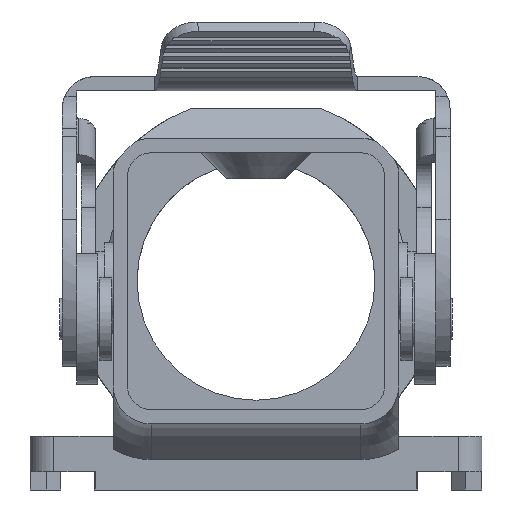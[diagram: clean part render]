
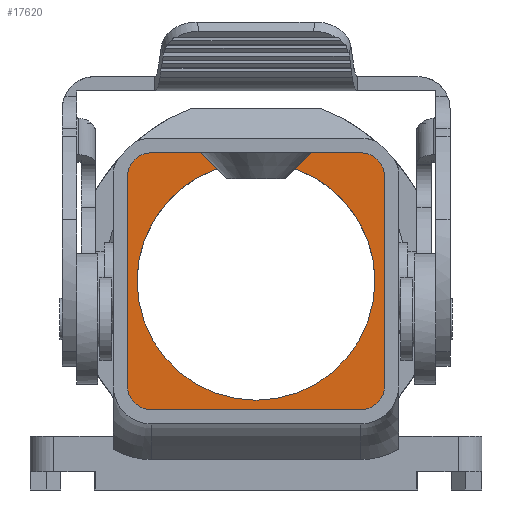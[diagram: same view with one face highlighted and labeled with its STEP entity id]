
A CAD part, front view. The second image highlights one B-rep face of the part: STEP entity #17620.
In plain terms, the highlighted face is planar.
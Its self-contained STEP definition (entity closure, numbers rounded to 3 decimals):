
#11380=CARTESIAN_POINT('',(0.,94.332,0.));
#11390=DIRECTION('',(0.707,-0.707,0.));
#11400=VECTOR('',#11390,1.);
#11410=LINE('',#11380,#11400);
#11420=CARTESIAN_POINT('',(28.25,66.082,0.));
#11430=VERTEX_POINT('',#11420);
#11440=CARTESIAN_POINT('',(29.609,64.723,0.));
#11450=VERTEX_POINT('',#11440);
#11460=EDGE_CURVE('',#11430,#11450,#11410,.T.);
#16270=CARTESIAN_POINT('',(32.9,55.28,0.));
#16280=DIRECTION('',(0.,0.,-1.));
#16290=DIRECTION('',(-1.,0.,0.));
#16300=AXIS2_PLACEMENT_3D('',#16270,#16280,#16290);
#16310=CIRCLE('',#16300,10.);
#16320=CARTESIAN_POINT('',(36.191,64.723,0.));
#16330=VERTEX_POINT('',#16320);
#16340=CARTESIAN_POINT('',(42.9,55.28,0.));
#16350=VERTEX_POINT('',#16340);
#16360=EDGE_CURVE('',#16330,#16350,#16310,.T.);
#16490=CARTESIAN_POINT('',(22.9,55.28,0.));
#16500=VERTEX_POINT('',#16490);
#16530=EDGE_CURVE('',#16500,#11450,#16310,.T.);
#16720=CARTESIAN_POINT('',(30.553,56.861,0.));
#16730=DIRECTION('',(0.,0.,-1.));
#16740=DIRECTION('',(-1.,0.,0.));
#16750=AXIS2_PLACEMENT_3D('',#16720,#16730,#16740);
#16760=PLANE('',#16750);
#16770=EDGE_CURVE('',#16350,#16500,#16310,.T.);
#16780=ORIENTED_EDGE('',*,*,#16770,.T.);
#16790=ORIENTED_EDGE('',*,*,#16360,.T.);
#16800=CARTESIAN_POINT('',(-28.528,0.004,0.));
#16810=DIRECTION('',(0.707,0.707,0.));
#16820=VECTOR('',#16810,1.);
#16830=LINE('',#16800,#16820);
#16840=CARTESIAN_POINT('',(37.55,66.082,0.));
#16850=VERTEX_POINT('',#16840);
#16860=EDGE_CURVE('',#16330,#16850,#16830,.T.);
#16870=ORIENTED_EDGE('',*,*,#16860,.F.);
#16880=CARTESIAN_POINT('',(0.,66.082,0.));
#16890=DIRECTION('',(-1.,0.,0.));
#16900=VECTOR('',#16890,1.);
#16910=LINE('',#16880,#16900);
#16920=CARTESIAN_POINT('',(41.7,66.082,0.));
#16930=VERTEX_POINT('',#16920);
#16940=EDGE_CURVE('',#16930,#16850,#16910,.T.);
#16950=ORIENTED_EDGE('',*,*,#16940,.T.);
#16960=CARTESIAN_POINT('',(41.7,64.082,0.));
#16970=DIRECTION('',(0.,0.,-1.));
#16980=DIRECTION('',(-1.,0.,0.));
#16990=AXIS2_PLACEMENT_3D('',#16960,#16970,#16980);
#17000=CIRCLE('',#16990,2.);
#17010=CARTESIAN_POINT('',(43.7,64.082,0.));
#17020=VERTEX_POINT('',#17010);
#17030=EDGE_CURVE('',#16930,#17020,#17000,.T.);
#17040=ORIENTED_EDGE('',*,*,#17030,.F.);
#17050=CARTESIAN_POINT('',(43.7,0.,0.));
#17060=DIRECTION('',(0.,1.,0.));
#17070=VECTOR('',#17060,1.);
#17080=LINE('',#17050,#17070);
#17090=CARTESIAN_POINT('',(43.7,46.482,0.));
#17100=VERTEX_POINT('',#17090);
#17110=EDGE_CURVE('',#17100,#17020,#17080,.T.);
#17120=ORIENTED_EDGE('',*,*,#17110,.T.);
#17130=CARTESIAN_POINT('',(41.7,46.482,0.));
#17140=DIRECTION('',(0.,0.,-1.));
#17150=DIRECTION('',(-1.,0.,0.));
#17160=AXIS2_PLACEMENT_3D('',#17130,#17140,#17150);
#17170=CIRCLE('',#17160,2.);
#17180=CARTESIAN_POINT('',(41.7,44.482,0.));
#17190=VERTEX_POINT('',#17180);
#17200=EDGE_CURVE('',#17100,#17190,#17170,.T.);
#17210=ORIENTED_EDGE('',*,*,#17200,.F.);
#17220=CARTESIAN_POINT('',(0.,44.482,0.));
#17230=DIRECTION('',(1.,0.,0.));
#17240=VECTOR('',#17230,1.);
#17250=LINE('',#17220,#17240);
#17260=CARTESIAN_POINT('',(24.1,44.482,0.));
#17270=VERTEX_POINT('',#17260);
#17280=EDGE_CURVE('',#17270,#17190,#17250,.T.);
#17290=ORIENTED_EDGE('',*,*,#17280,.T.);
#17300=CARTESIAN_POINT('',(24.1,46.482,0.));
#17310=DIRECTION('',(0.,0.,-1.));
#17320=DIRECTION('',(-1.,0.,0.));
#17330=AXIS2_PLACEMENT_3D('',#17300,#17310,#17320);
#17340=CIRCLE('',#17330,2.);
#17350=CARTESIAN_POINT('',(22.1,46.482,0.));
#17360=VERTEX_POINT('',#17350);
#17370=EDGE_CURVE('',#17270,#17360,#17340,.T.);
#17380=ORIENTED_EDGE('',*,*,#17370,.F.);
#17390=CARTESIAN_POINT('',(22.1,0.,0.));
#17400=DIRECTION('',(0.,1.,0.));
#17410=VECTOR('',#17400,1.);
#17420=LINE('',#17390,#17410);
#17430=CARTESIAN_POINT('',(22.1,64.082,0.));
#17440=VERTEX_POINT('',#17430);
#17450=EDGE_CURVE('',#17360,#17440,#17420,.T.);
#17460=ORIENTED_EDGE('',*,*,#17450,.F.);
#17470=CARTESIAN_POINT('',(24.1,64.082,0.));
#17480=DIRECTION('',(0.,0.,-1.));
#17490=DIRECTION('',(-1.,0.,0.));
#17500=AXIS2_PLACEMENT_3D('',#17470,#17480,#17490);
#17510=CIRCLE('',#17500,2.);
#17520=CARTESIAN_POINT('',(24.1,66.082,0.));
#17530=VERTEX_POINT('',#17520);
#17540=EDGE_CURVE('',#17440,#17530,#17510,.T.);
#17550=ORIENTED_EDGE('',*,*,#17540,.F.);
#17560=EDGE_CURVE('',#11430,#17530,#16910,.T.);
#17570=ORIENTED_EDGE('',*,*,#17560,.T.);
#17580=ORIENTED_EDGE('',*,*,#11460,.F.);
#17590=ORIENTED_EDGE('',*,*,#16530,.T.);
#17600=EDGE_LOOP('',(#17590,#17580,#17570,#17550,#17460,#17380,#17290,
#17210,#17120,#17040,#16950,#16870,#16790,#16780));
#17610=FACE_OUTER_BOUND('',#17600,.T.);
#17620=ADVANCED_FACE('',(#17610),#16760,.F.);
